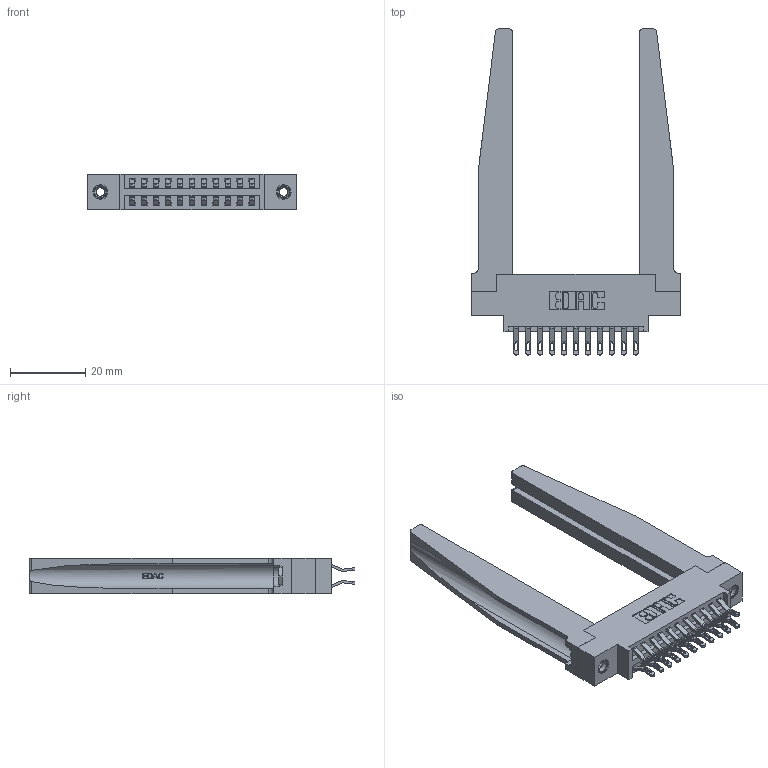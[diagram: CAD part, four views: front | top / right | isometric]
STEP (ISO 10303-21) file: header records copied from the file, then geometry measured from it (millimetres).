
FILE_DESCRIPTION (( 'STEP AP203' ), '1' );
FILE_NAME ('396-022-555-878.STEP', '2019-11-01T18:33:15', ( '' ), ( '' ), 'SwSTEP 2.0', 'SolidWorks 2016', '' );
FILE_SCHEMA (( 'CONFIG_CONTROL_DESIGN' ));
Length unit declared in the file: inch
Products named in the file (5): 346 Part_0.170 Offset - 0.156 Dia-TH; 345-292-001_555 Tail; 346-220-078_345-220-078; 345-250-001_345-250-001-102; 396-022-555-878
Assembly tree (27 placements, depth 2):
  396-022-555-878
    346 Part_0.170 Offset - 0.156 Dia-TH
    345-292-001_555 Tail  x22
    346-220-078_345-220-078  x2
    345-250-001_345-250-001-102  x2
Bounding box: 55.5 x 86.74 x 9.4 mm (x, y, z)
Volume: 11989.1 mm3; surface area: 13440.5 mm2
Topology: 27 solids, 27 shells, 1636 faces, 4975 edges, 3306 vertices
Faces by surface type: plane 948, cylinder 636, bspline 36, cone 12, torus 4
Entity records: 16558 total; most frequent: CARTESIAN_POINT 3745, ORIENTED_EDGE 2538, DIRECTION 2307, EDGE_CURVE 1269, LINE 979, VECTOR 979, VERTEX_POINT 840, AXIS2_PLACEMENT_3D 664
